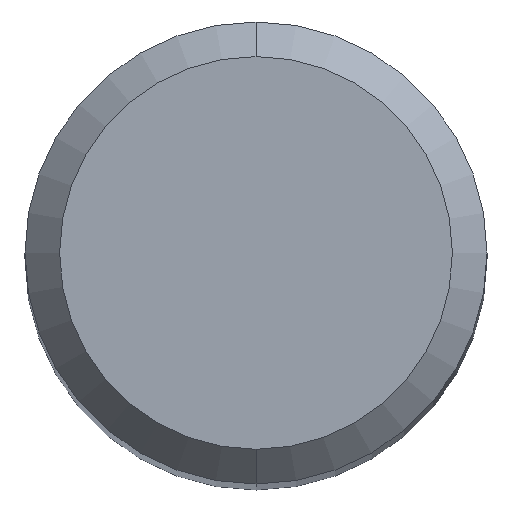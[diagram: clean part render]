
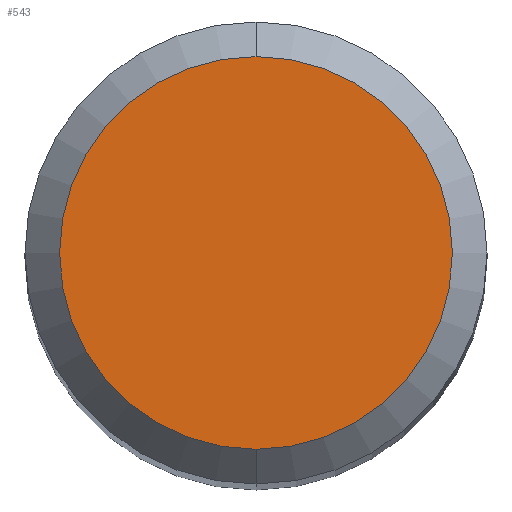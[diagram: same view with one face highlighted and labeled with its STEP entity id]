
A CAD part, top view. The second image highlights one B-rep face of the part: STEP entity #543.
In plain terms, the highlighted planar face has unit normal (0, 0, 1).
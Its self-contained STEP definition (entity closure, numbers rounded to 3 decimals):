
#505=EDGE_CURVE('',#1217,#1033,#1339,.T.);
#543=ADVANCED_FACE('',(#1377),#1378,.T.);
#831=EDGE_CURVE('',#1033,#1217,#1689,.T.);
#1033=VERTEX_POINT('',#1909);
#1217=VERTEX_POINT('',#2111);
#1339=CIRCLE('',#2505,1.7);
#1377=FACE_OUTER_BOUND('',#2581,.T.);
#1378=PLANE('',#2582);
#1689=CIRCLE('',#3678,1.7);
#1909=CARTESIAN_POINT('',(0.0,1.7,0.0));
#2111=CARTESIAN_POINT('',(0.,-1.7,0.0));
#2505=AXIS2_PLACEMENT_3D('',#5878,#5879,#5880);
#2581=EDGE_LOOP('',(#5897,#5898));
#2582=AXIS2_PLACEMENT_3D('',#5899,#5900,#5901);
#3678=AXIS2_PLACEMENT_3D('',#6198,#6199,#6200);
#5878=CARTESIAN_POINT('',(0.0,0.0,0.0));
#5879=DIRECTION('',(0.0,0.0,-1.0));
#5880=DIRECTION('',(0.0,1.0,0.0));
#5897=ORIENTED_EDGE('',*,*,#831,.F.);
#5898=ORIENTED_EDGE('',*,*,#505,.F.);
#5899=CARTESIAN_POINT('',(0.0,0.85,0.0));
#5900=DIRECTION('',(-0.0,0.0,1.0));
#5901=DIRECTION('',(0.0,-1.0,0.0));
#6198=CARTESIAN_POINT('',(0.0,0.0,0.0));
#6199=DIRECTION('',(0.0,0.0,-1.0));
#6200=DIRECTION('',(0.0,1.0,0.0));
